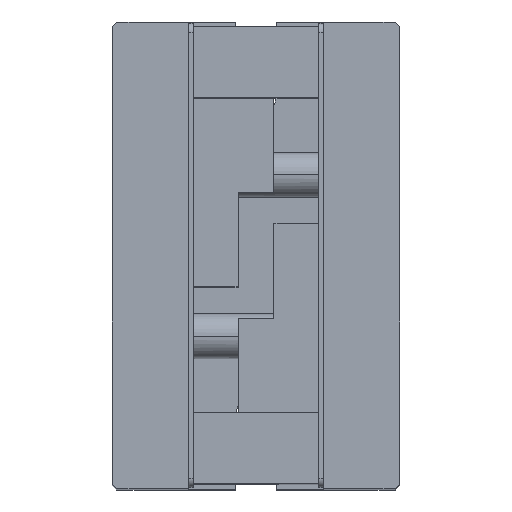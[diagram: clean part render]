
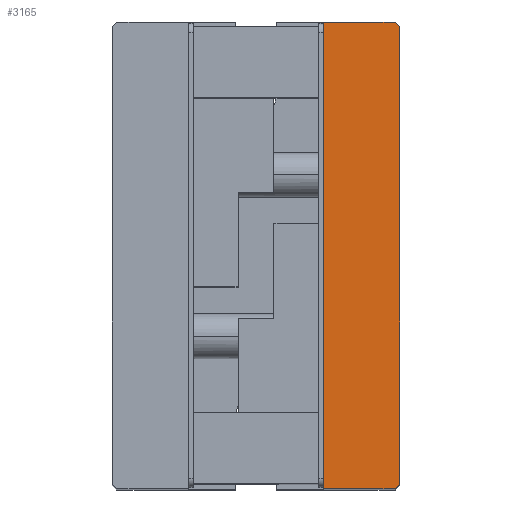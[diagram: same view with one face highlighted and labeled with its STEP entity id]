
A CAD part, top view. The second image highlights one B-rep face of the part: STEP entity #3165.
In plain terms, the highlighted planar face has unit normal (0, 0, 1).
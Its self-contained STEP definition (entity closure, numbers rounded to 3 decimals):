
#3155=AXIS2_PLACEMENT_3D('Plane Axis2P3D',#3152,#3153,#3154) ;
#1128=CARTESIAN_POINT('Line Origine',(16.,0.,0.)) ;
#1132=CARTESIAN_POINT('Vertex',(16.,25.5,0.)) ;
#1134=CARTESIAN_POINT('Vertex',(16.,-25.5,0.)) ;
#1928=CARTESIAN_POINT('Vertex',(7.5,26.,0.)) ;
#1931=CARTESIAN_POINT('Line Origine',(11.5,26.,0.)) ;
#1935=CARTESIAN_POINT('Vertex',(15.5,26.,0.)) ;
#1975=CARTESIAN_POINT('Line Origine',(15.75,25.75,0.)) ;
#1992=CARTESIAN_POINT('Line Origine',(15.75,-25.75,0.)) ;
#1996=CARTESIAN_POINT('Vertex',(15.5,-26.,0.)) ;
#2021=CARTESIAN_POINT('Line Origine',(11.5,-26.,0.)) ;
#2025=CARTESIAN_POINT('Vertex',(7.5,-26.,0.)) ;
#2953=CARTESIAN_POINT('Line Origine',(7.5,0.,0.)) ;
#3152=CARTESIAN_POINT('Axis2P3D Location',(0.,0.,0.)) ;
#1129=DIRECTION('Vector Direction',(0.,-1.,0.)) ;
#1932=DIRECTION('Vector Direction',(1.,0.,0.)) ;
#1976=DIRECTION('Vector Direction',(0.707,-0.707,0.)) ;
#1993=DIRECTION('Vector Direction',(-0.707,-0.707,0.)) ;
#2022=DIRECTION('Vector Direction',(-1.,0.,0.)) ;
#2954=DIRECTION('Vector Direction',(0.,1.,0.)) ;
#3153=DIRECTION('Axis2P3D Direction',(0.,0.,-1.)) ;
#3154=DIRECTION('Axis2P3D XDirection',(1.,0.,0.)) ;
#1130=VECTOR('Line Direction',#1129,1.) ;
#1933=VECTOR('Line Direction',#1932,1.) ;
#1977=VECTOR('Line Direction',#1976,1.) ;
#1994=VECTOR('Line Direction',#1993,1.) ;
#2023=VECTOR('Line Direction',#2022,1.) ;
#2955=VECTOR('Line Direction',#2954,1.) ;
#3158=ORIENTED_EDGE('',*,*,#2957,.F.) ;
#3159=ORIENTED_EDGE('',*,*,#2027,.F.) ;
#3160=ORIENTED_EDGE('',*,*,#1998,.F.) ;
#3161=ORIENTED_EDGE('',*,*,#1136,.F.) ;
#3162=ORIENTED_EDGE('',*,*,#1979,.F.) ;
#3163=ORIENTED_EDGE('',*,*,#1937,.F.) ;
#3165=ADVANCED_FACE('GPB_25_T03_1357554_TUENKERS',(#3164),#3156,.F.) ;
#1136=EDGE_CURVE('',#1133,#1135,#1131,.T.) ;
#1937=EDGE_CURVE('',#1929,#1936,#1934,.T.) ;
#1979=EDGE_CURVE('',#1936,#1133,#1978,.T.) ;
#1998=EDGE_CURVE('',#1135,#1997,#1995,.T.) ;
#2027=EDGE_CURVE('',#1997,#2026,#2024,.T.) ;
#2957=EDGE_CURVE('',#2026,#1929,#2956,.T.) ;
#3157=EDGE_LOOP('',(#3158,#3159,#3160,#3161,#3162,#3163)) ;
#3164=FACE_OUTER_BOUND('',#3157,.T.) ;
#1131=LINE('Line',#1128,#1130) ;
#1934=LINE('Line',#1931,#1933) ;
#1978=LINE('Line',#1975,#1977) ;
#1995=LINE('Line',#1992,#1994) ;
#2024=LINE('Line',#2021,#2023) ;
#2956=LINE('Line',#2953,#2955) ;
#3156=PLANE('Plane',#3155) ;
#1133=VERTEX_POINT('',#1132) ;
#1135=VERTEX_POINT('',#1134) ;
#1929=VERTEX_POINT('',#1928) ;
#1936=VERTEX_POINT('',#1935) ;
#1997=VERTEX_POINT('',#1996) ;
#2026=VERTEX_POINT('',#2025) ;
